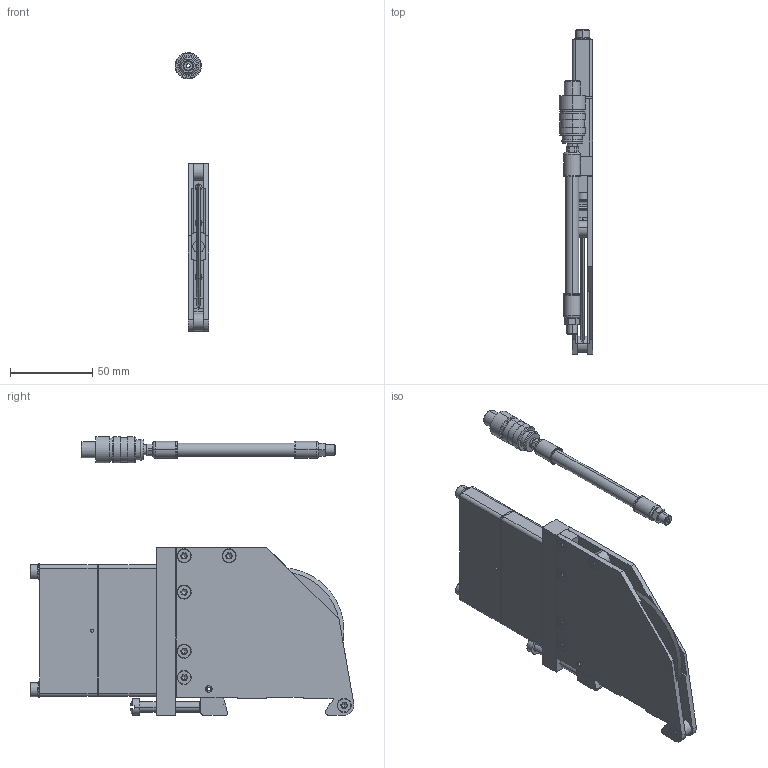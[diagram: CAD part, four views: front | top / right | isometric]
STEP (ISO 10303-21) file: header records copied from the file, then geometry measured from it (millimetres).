
FILE_DESCRIPTION (( 'STEP AP214' ), '1' );
FILE_NAME ('02024-01.STEP', '2022-06-22T17:22:59', ( '' ), ( '' ), 'SwSTEP 2.0', 'SolidWorks 2021', '' );
FILE_SCHEMA (( 'AUTOMOTIVE_DESIGN' ));
Length unit declared in the file: inch
Products named in the file (1): 02024-01
Bounding box: 20.62 x 197.11 x 169.5 mm (x, y, z)
Surface area: 74504.3 mm2 (no closed solid volume)
Topology: 0 solids, 42 shells, 486 faces, 1553 edges, 1111 vertices
Faces by surface type: cylinder 273, plane 151, cone 46, torus 12, sphere 4
Entity records: 23669 total; most frequent: DIRECTION 3348, CARTESIAN_POINT 3139, ORIENTED_EDGE 2441, EDGE_CURVE 1541, AXIS2_PLACEMENT_3D 1320, VERTEX_POINT 1111, CIRCLE 833, VECTOR 708
